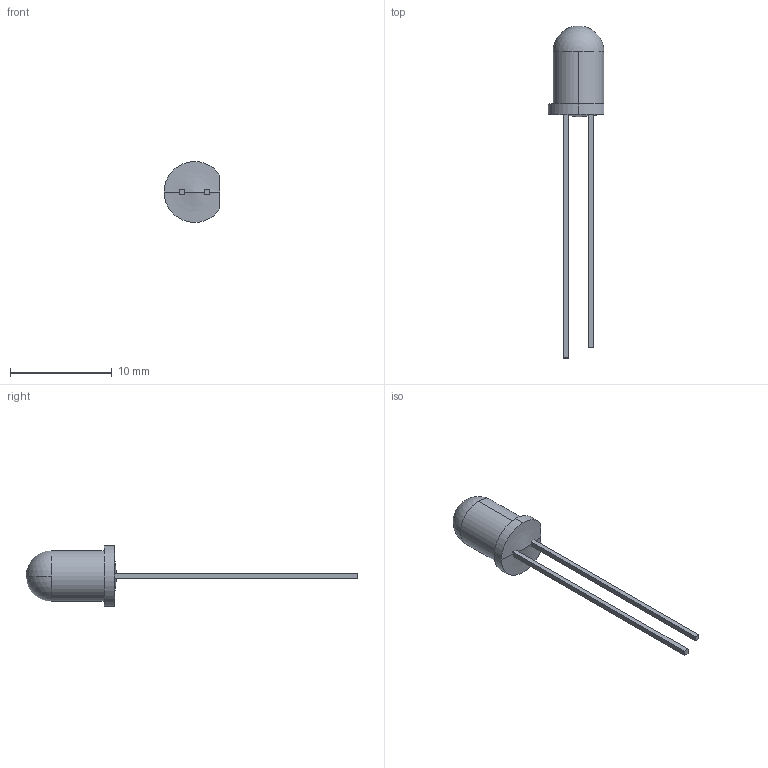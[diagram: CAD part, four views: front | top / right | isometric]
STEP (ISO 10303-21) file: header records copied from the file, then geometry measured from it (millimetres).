
FILE_DESCRIPTION (( 'STEP AP203' ), '1' );
FILE_NAME ('4304H1.STEP', '2017-09-12T22:45:46', ( '' ), ( '' ), 'SwSTEP 2.0', 'SolidWorks 2016', '' );
FILE_SCHEMA (( 'CONFIG_CONTROL_DESIGN' ));
Length unit declared in the file: inch
Products named in the file (1): 4304H1
Bounding box: 5.5 x 32.7 x 6 mm (x, y, z)
Volume: 175 mm3; surface area: 269.4 mm2
Topology: 3 solids, 3 shells, 23 faces, 56 edges, 35 vertices
Faces by surface type: plane 14, cylinder 5, bspline 2, sphere 2
Entity records: 750 total; most frequent: CARTESIAN_POINT 152, DIRECTION 108, ORIENTED_EDGE 104, EDGE_CURVE 52, AXIS2_PLACEMENT_3D 38, VERTEX_POINT 35, LINE 32, VECTOR 32
